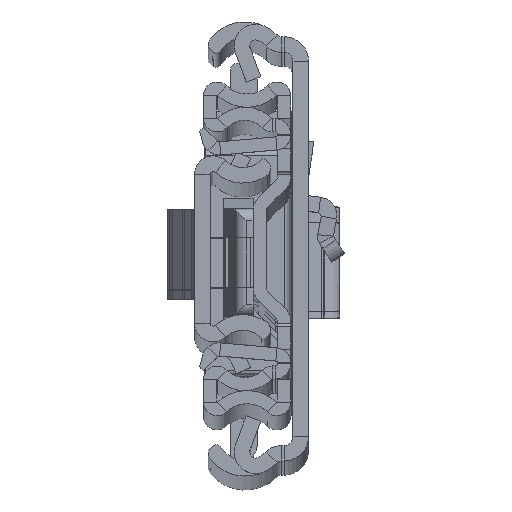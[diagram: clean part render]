
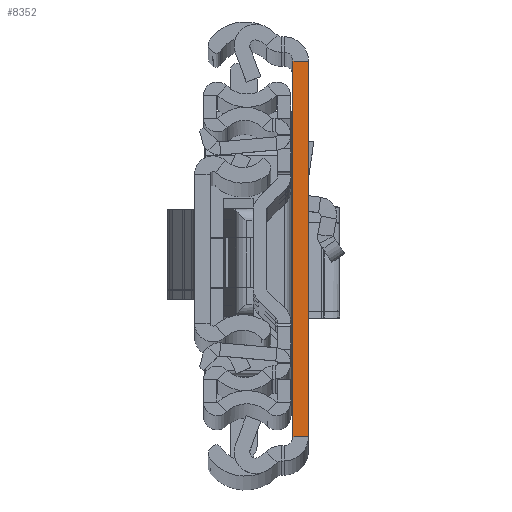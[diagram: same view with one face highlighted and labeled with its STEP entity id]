
A CAD part, top view. The second image highlights one B-rep face of the part: STEP entity #8352.
In plain terms, the highlighted planar face has unit normal (0, 0, 1).
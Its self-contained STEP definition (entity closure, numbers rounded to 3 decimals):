
#11 = DIRECTION ( 'NONE',  ( 0., 1., 0. ) ) ;
#30 = CARTESIAN_POINT ( 'NONE',  ( 2.6, 31.5, 0. ) ) ;
#264 = DIRECTION ( 'NONE',  ( 0., 1., 0. ) ) ;
#1029 = DIRECTION ( 'NONE',  ( 1., 0., 0. ) ) ;
#1654 = VECTOR ( 'NONE', #1029, 1000. ) ;
#2158 = VERTEX_POINT ( 'NONE', #3977 ) ;
#2217 = LINE ( 'NONE', #6741, #1654 ) ;
#2494 = VERTEX_POINT ( 'NONE', #13725 ) ;
#3082 = ORIENTED_EDGE ( 'NONE', *, *, #17096, .T. ) ;
#3277 = EDGE_CURVE ( 'NONE', #6714, #2494, #7748, .T. ) ;
#3525 = VECTOR ( 'NONE', #13134, 1000. ) ;
#3977 = CARTESIAN_POINT ( 'NONE',  ( 0., -31.5, 0. ) ) ;
#4641 = FACE_OUTER_BOUND ( 'NONE', #17006, .T. ) ;
#5690 = CARTESIAN_POINT ( 'NONE',  ( 2.6, -31.5, 0. ) ) ;
#6426 = VERTEX_POINT ( 'NONE', #10910 ) ;
#6714 = VERTEX_POINT ( 'NONE', #5690 ) ;
#6741 = CARTESIAN_POINT ( 'NONE',  ( 2.6, -31.5, 0. ) ) ;
#7748 = LINE ( 'NONE', #13770, #8219 ) ;
#7783 = CARTESIAN_POINT ( 'NONE',  ( 2.6, -31.5, 0. ) ) ;
#7914 = CARTESIAN_POINT ( 'NONE',  ( 0., -31.5, 0. ) ) ;
#8219 = VECTOR ( 'NONE', #264, 1000. ) ;
#8352 = ADVANCED_FACE ( 'NONE', ( #4641 ), #16382, .F. ) ;
#8740 = ORIENTED_EDGE ( 'NONE', *, *, #3277, .T. ) ;
#9298 = DIRECTION ( 'NONE',  ( 0., 1., 0. ) ) ;
#10910 = CARTESIAN_POINT ( 'NONE',  ( 0., 31.5, 0. ) ) ;
#12728 = VECTOR ( 'NONE', #9298, 1000. ) ;
#13134 = DIRECTION ( 'NONE',  ( 1., 0., 0. ) ) ;
#13725 = CARTESIAN_POINT ( 'NONE',  ( 2.6, 31.5, 0. ) ) ;
#13770 = CARTESIAN_POINT ( 'NONE',  ( 2.6, -31.5, 0. ) ) ;
#14849 = ORIENTED_EDGE ( 'NONE', *, *, #17295, .F. ) ;
#16382 = PLANE ( 'NONE',  #19370 ) ;
#16772 = ORIENTED_EDGE ( 'NONE', *, *, #19437, .F. ) ;
#17006 = EDGE_LOOP ( 'NONE', ( #14849, #16772, #3082, #8740 ) ) ;
#17096 = EDGE_CURVE ( 'NONE', #2158, #6714, #2217, .T. ) ;
#17295 = EDGE_CURVE ( 'NONE', #6426, #2494, #19368, .T. ) ;
#18157 = DIRECTION ( 'NONE',  ( 0., 0., -1. ) ) ;
#18386 = LINE ( 'NONE', #7914, #12728 ) ;
#19368 = LINE ( 'NONE', #30, #3525 ) ;
#19370 = AXIS2_PLACEMENT_3D ( 'NONE', #7783, #18157, #11 ) ;
#19437 = EDGE_CURVE ( 'NONE', #2158, #6426, #18386, .T. ) ;
